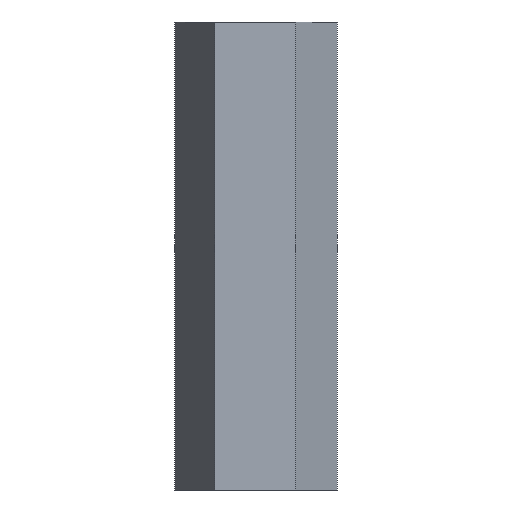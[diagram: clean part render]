
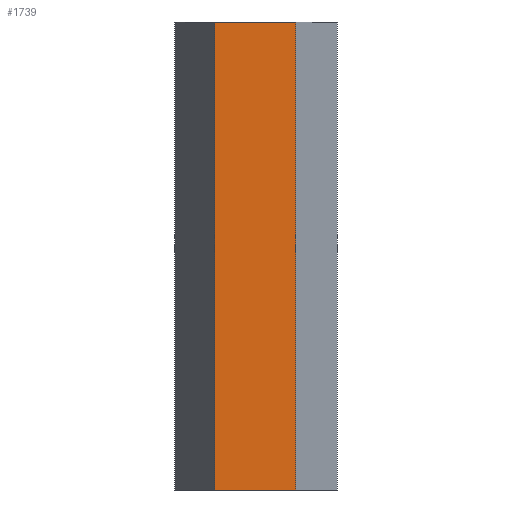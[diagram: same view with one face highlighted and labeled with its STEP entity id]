
A CAD part, left-side view. The second image highlights one B-rep face of the part: STEP entity #1739.
In plain terms, the highlighted planar face has unit normal (-1, 0.008, 0).
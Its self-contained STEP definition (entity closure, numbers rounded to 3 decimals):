
#19=PLANE('',#1847);
#113=FACE_OUTER_BOUND('',#206,.T.);
#206=EDGE_LOOP('',(#1541,#1542,#1543,#1544));
#469=LINE('',#7519,#567);
#473=LINE('',#7527,#571);
#474=LINE('',#7530,#572);
#475=LINE('',#7531,#573);
#567=VECTOR('',#2111,10.);
#571=VECTOR('',#2119,10.);
#572=VECTOR('',#2122,10.);
#573=VECTOR('',#2123,10.);
#753=VERTEX_POINT('',#7516);
#754=VERTEX_POINT('',#7518);
#755=VERTEX_POINT('',#7523);
#757=VERTEX_POINT('',#7529);
#1017=EDGE_CURVE('',#753,#754,#469,.T.);
#1021=EDGE_CURVE('',#755,#754,#473,.T.);
#1022=EDGE_CURVE('',#757,#755,#474,.T.);
#1023=EDGE_CURVE('',#757,#753,#475,.T.);
#1541=ORIENTED_EDGE('',*,*,#1022,.T.);
#1542=ORIENTED_EDGE('',*,*,#1021,.T.);
#1543=ORIENTED_EDGE('',*,*,#1017,.F.);
#1544=ORIENTED_EDGE('',*,*,#1023,.F.);
#1739=ADVANCED_FACE('',(#113),#19,.T.);
#1847=AXIS2_PLACEMENT_3D('',#7528,#2120,#2121);
#2111=DIRECTION('',(-0.008,-1.,0.));
#2119=DIRECTION('',(0.,0.,1.));
#2120=DIRECTION('center_axis',(-1.,0.008,0.));
#2121=DIRECTION('ref_axis',(-0.008,-1.,0.));
#2122=DIRECTION('',(-0.008,-1.,0.));
#2123=DIRECTION('',(0.,0.,1.));
#7516=CARTESIAN_POINT('',(-2.986,1.756,20.));
#7518=CARTESIAN_POINT('',(-3.014,-1.708,20.));
#7519=CARTESIAN_POINT('',(-2.986,1.756,20.));
#7523=CARTESIAN_POINT('',(-3.014,-1.708,0.));
#7527=CARTESIAN_POINT('',(-3.014,-1.708,0.));
#7528=CARTESIAN_POINT('Origin',(-2.986,1.756,0.));
#7529=CARTESIAN_POINT('',(-2.986,1.756,0.));
#7530=CARTESIAN_POINT('',(-2.986,1.756,0.));
#7531=CARTESIAN_POINT('',(-2.986,1.756,0.));
